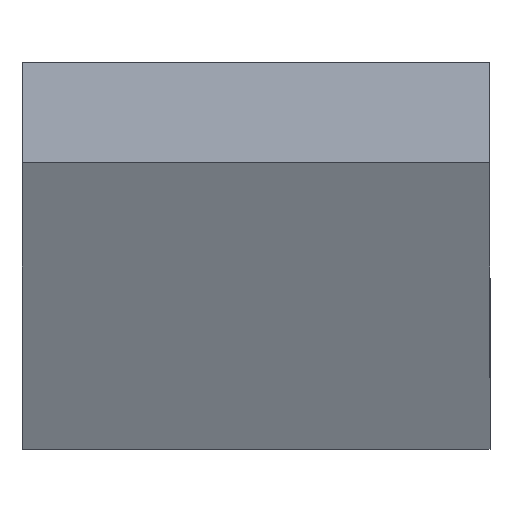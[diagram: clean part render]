
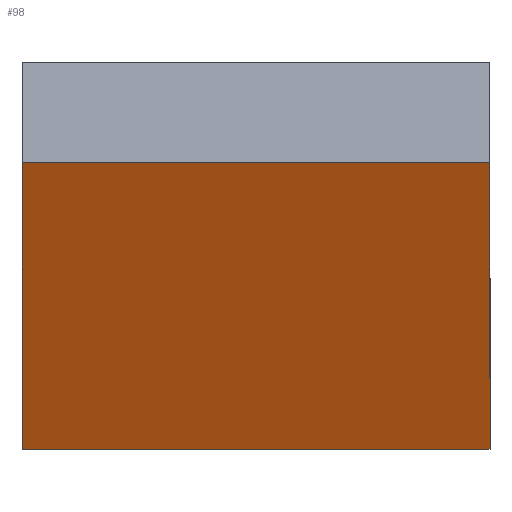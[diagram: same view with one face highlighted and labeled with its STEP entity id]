
A CAD part, left-side view. The second image highlights one B-rep face of the part: STEP entity #98.
In plain terms, the highlighted planar face has unit normal (-0.116, 0, -0.993).
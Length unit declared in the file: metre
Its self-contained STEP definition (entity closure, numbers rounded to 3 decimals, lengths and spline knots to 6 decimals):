
#12=ORIENTED_EDGE('',*,*,#36,.T.);
#13=ORIENTED_EDGE('',*,*,#37,.T.);
#14=ORIENTED_EDGE('',*,*,#38,.T.);
#15=ORIENTED_EDGE('',*,*,#39,.T.);
#36=EDGE_CURVE('',#48,#49,#56,.T.);
#37=EDGE_CURVE('',#49,#50,#57,.T.);
#38=EDGE_CURVE('',#50,#51,#58,.T.);
#39=EDGE_CURVE('',#51,#48,#59,.T.);
#48=VERTEX_POINT('',#152);
#49=VERTEX_POINT('',#153);
#50=VERTEX_POINT('',#155);
#51=VERTEX_POINT('',#157);
#56=LINE('',#151,#68);
#57=LINE('',#154,#69);
#58=LINE('',#156,#70);
#59=LINE('',#158,#71);
#68=VECTOR('',#127,1.);
#69=VECTOR('',#128,1.);
#70=VECTOR('',#129,1.);
#71=VECTOR('',#130,1.);
#80=EDGE_LOOP('',(#12,#13,#14,#15));
#86=FACE_BOUND('',#80,.T.);
#92=PLANE('',#117);
#98=ADVANCED_FACE('',(#86),#92,.F.);
#117=AXIS2_PLACEMENT_3D('',#150,#125,#126);
#125=DIRECTION('',(0.116,0.,0.993));
#126=DIRECTION('',(0.993,0.,-0.116));
#127=DIRECTION('',(0.993,0.,-0.116));
#128=DIRECTION('',(0.,-1.,0.));
#129=DIRECTION('',(-0.993,0.,0.116));
#130=DIRECTION('',(0.,1.,0.));
#150=CARTESIAN_POINT('',(-0.195299,0.325877,0.031619));
#151=CARTESIAN_POINT('',(-0.269159,0.269534,0.040218));
#152=CARTESIAN_POINT('',(-0.274041,0.269534,0.040787));
#153=CARTESIAN_POINT('',(-0.264277,0.269534,0.03965));
#154=CARTESIAN_POINT('',(-0.264277,0.268605,0.03965));
#155=CARTESIAN_POINT('',(-0.264277,0.267677,0.03965));
#156=CARTESIAN_POINT('',(-0.269159,0.267677,0.040218));
#157=CARTESIAN_POINT('',(-0.274041,0.267677,0.040787));
#158=CARTESIAN_POINT('',(-0.274041,0.268605,0.040787));
